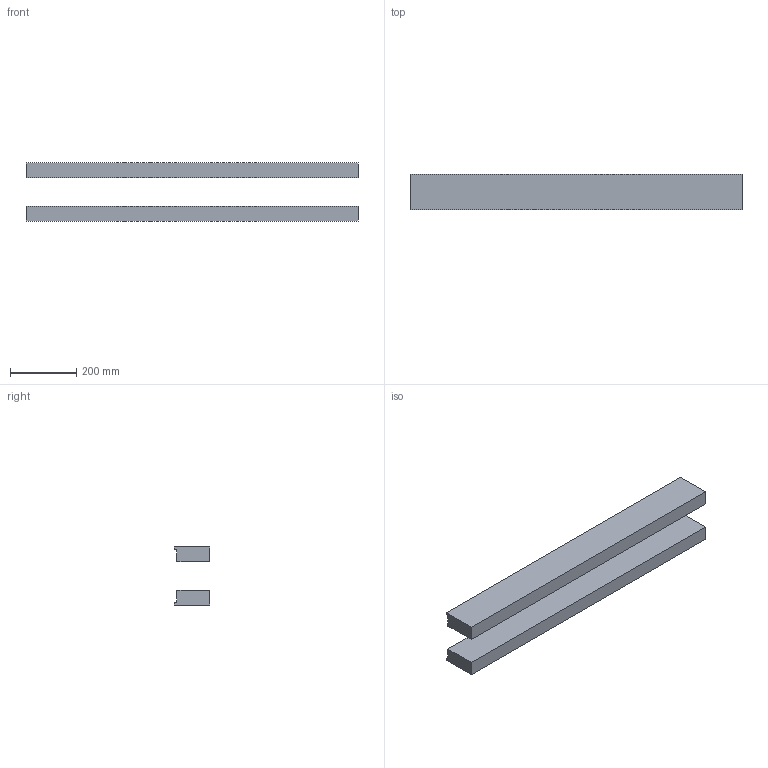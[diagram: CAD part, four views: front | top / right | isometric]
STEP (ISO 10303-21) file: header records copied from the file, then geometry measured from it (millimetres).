
FILE_DESCRIPTION(('STEP AP214'),'1');
FILE_NAME('cctmp_07BAED9F-0E06-405A-8950-F9029709DF5A_2024_03_29_11_26_08_0077_16932..stp','2024-03-29T10:26:08',('Bosch Rexroth AG'),('CADClick - www.CADClick.com'),'Spatial InterOp 3D',' ','unknown authorization - (Healing Option Enabled)');
FILE_SCHEMA(('AUTOMOTIVE_DESIGN'));
Length unit declared in the file: millimetre
Products named in the file (2): 1; 2
Bounding box: 1000 x 107 x 175 mm (x, y, z)
Volume: 9041053 mm3; surface area: 631302.1 mm2
Topology: 2 solids, 2 shells, 24 faces, 60 edges, 40 vertices
Faces by surface type: plane 24
Entity records: 943 total; most frequent: CARTESIAN_POINT 126, ORIENTED_EDGE 120, DIRECTION 112, EDGE_CURVE 60, LINE 60, VECTOR 60, VERTEX_POINT 40, STYLED_ITEM 26
